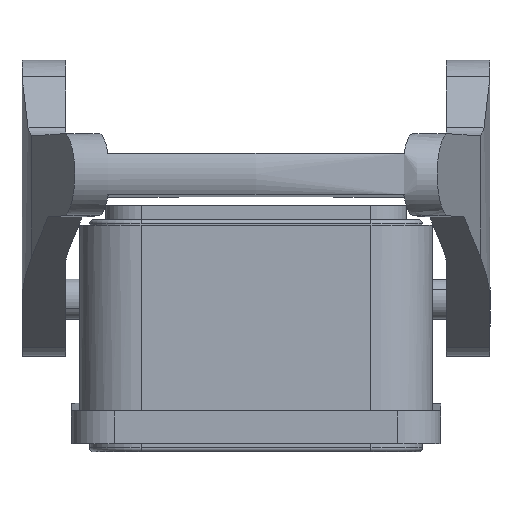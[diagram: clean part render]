
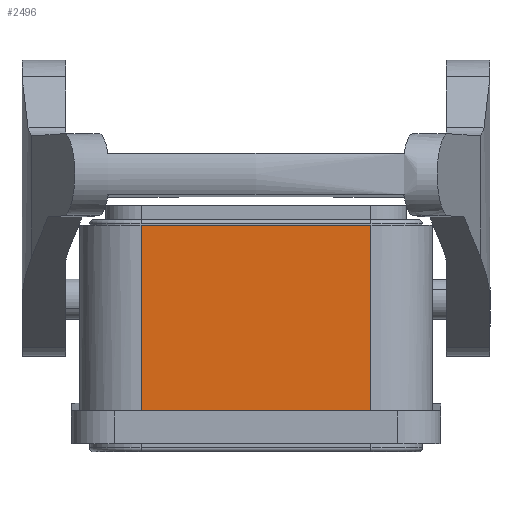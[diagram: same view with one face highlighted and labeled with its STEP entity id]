
A CAD part, front view. The second image highlights one B-rep face of the part: STEP entity #2496.
In plain terms, the highlighted planar face has unit normal (0, -1, 0).
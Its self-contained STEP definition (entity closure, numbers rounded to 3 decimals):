
#2469=AXIS2_PLACEMENT_3D('Plane Axis2P3D',#2466,#2467,#2468) ;
#2428=CARTESIAN_POINT('Vertex',(42.5,18.226,5.)) ;
#2450=CARTESIAN_POINT('Vertex',(42.5,18.226,27.6)) ;
#2453=CARTESIAN_POINT('Line Origine',(42.5,18.226,25.45)) ;
#2466=CARTESIAN_POINT('Axis2P3D Location',(7.,18.226,23.3)) ;
#2471=CARTESIAN_POINT('Line Origine',(28.5,18.226,5.)) ;
#2475=CARTESIAN_POINT('Vertex',(14.5,18.226,5.)) ;
#2478=CARTESIAN_POINT('Line Origine',(28.5,18.226,27.6)) ;
#2482=CARTESIAN_POINT('Vertex',(14.5,18.226,27.6)) ;
#2485=CARTESIAN_POINT('Line Origine',(14.5,18.226,16.3)) ;
#2454=DIRECTION('Vector Direction',(0.,0.,1.)) ;
#2467=DIRECTION('Axis2P3D Direction',(0.,1.,0.)) ;
#2468=DIRECTION('Axis2P3D XDirection',(1.,0.,0.)) ;
#2472=DIRECTION('Vector Direction',(1.,0.,0.)) ;
#2479=DIRECTION('Vector Direction',(1.,0.,0.)) ;
#2486=DIRECTION('Vector Direction',(0.,0.,-1.)) ;
#2455=VECTOR('Line Direction',#2454,1.) ;
#2473=VECTOR('Line Direction',#2472,1.) ;
#2480=VECTOR('Line Direction',#2479,1.) ;
#2487=VECTOR('Line Direction',#2486,1.) ;
#2491=ORIENTED_EDGE('',*,*,#2477,.T.) ;
#2492=ORIENTED_EDGE('',*,*,#2457,.F.) ;
#2493=ORIENTED_EDGE('',*,*,#2484,.F.) ;
#2494=ORIENTED_EDGE('',*,*,#2489,.T.) ;
#2496=ADVANCED_FACE('Hauptk\X2\00F6\X0\rper',(#2495),#2470,.F.) ;
#2457=EDGE_CURVE('',#2451,#2429,#2456,.F.) ;
#2477=EDGE_CURVE('',#2476,#2429,#2474,.T.) ;
#2484=EDGE_CURVE('',#2483,#2451,#2481,.T.) ;
#2489=EDGE_CURVE('',#2483,#2476,#2488,.T.) ;
#2490=EDGE_LOOP('',(#2491,#2492,#2493,#2494)) ;
#2495=FACE_OUTER_BOUND('',#2490,.T.) ;
#2456=LINE('Line',#2453,#2455) ;
#2474=LINE('Line',#2471,#2473) ;
#2481=LINE('Line',#2478,#2480) ;
#2488=LINE('Line',#2485,#2487) ;
#2470=PLANE('',#2469) ;
#2429=VERTEX_POINT('',#2428) ;
#2451=VERTEX_POINT('',#2450) ;
#2476=VERTEX_POINT('',#2475) ;
#2483=VERTEX_POINT('',#2482) ;
